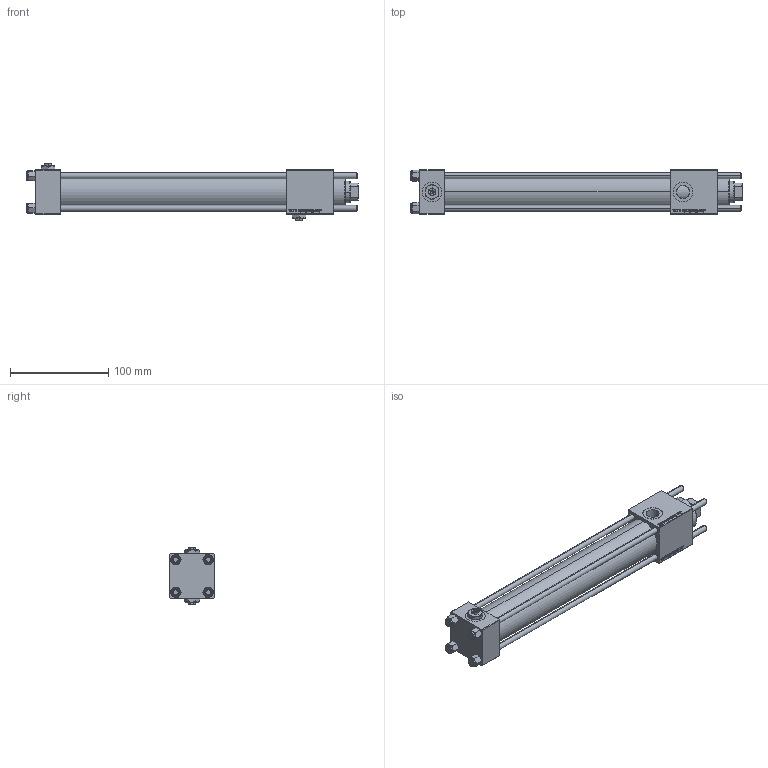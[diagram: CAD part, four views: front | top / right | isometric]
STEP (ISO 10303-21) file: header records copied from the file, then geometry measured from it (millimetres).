
FILE_DESCRIPTION (( 'STEP AP203' ), '1' );
FILE_NAME ('89a5.STEP', '2023-08-23T11:31:58', ( '' ), ( '' ), 'SwSTEP 2.0', 'SolidWorks 2019', '' );
FILE_SCHEMA (( 'CONFIG_CONTROL_DESIGN' ));
Length unit declared in the file: millimetre
Products named in the file (9): Zatka_pro_OIL_PORT de783ff574103acd2285ff05f5484531; 89a5; V215_VC_A de783ff574103acd2285ff05f5484531; V215CR_B_TYCINKA de783ff574103acd2285ff05f5484531; DFA de783ff574103acd2285ff05f5484531; V215CR_B-1 de783ff574103acd2285ff05f5484531; FEMALE_PART_FOR_DFA de783ff574103acd2285ff05f5484531; NUT_M5_B de783ff574103acd2285ff05f5484531; V215CR_VCP_B de783ff574103acd2285ff05f5484531
Assembly tree (15 placements, depth 3):
  89a5
    V215CR_B-1 de783ff574103acd2285ff05f5484531
    V215CR_VCP_B de783ff574103acd2285ff05f5484531
    NUT_M5_B de783ff574103acd2285ff05f5484531  x4
    V215CR_B_TYCINKA de783ff574103acd2285ff05f5484531  x4
    V215_VC_A de783ff574103acd2285ff05f5484531
    DFA de783ff574103acd2285ff05f5484531
      FEMALE_PART_FOR_DFA de783ff574103acd2285ff05f5484531
    Zatka_pro_OIL_PORT de783ff574103acd2285ff05f5484531  x2
Bounding box: 338 x 45 x 59 mm (x, y, z)
Volume: 370750.3 mm3; surface area: 148650.2 mm2
Topology: 14 solids, 14 shells, 1289 faces, 3246 edges, 2093 vertices
Faces by surface type: bspline 504, plane 490, cone 190, cylinder 97, torus 8
Entity records: 60012 total; most frequent: CARTESIAN_POINT 34875, ORIENTED_EDGE 5792, DIRECTION 3334, EDGE_CURVE 2896, VERTEX_POINT 1891, LINE 1532, VECTOR 1532, EDGE_LOOP 1257
